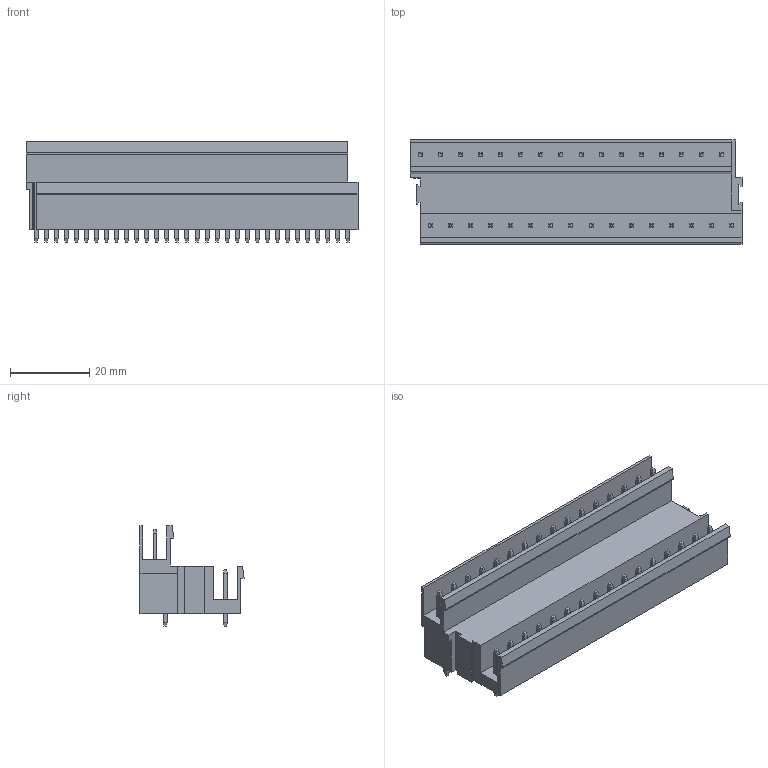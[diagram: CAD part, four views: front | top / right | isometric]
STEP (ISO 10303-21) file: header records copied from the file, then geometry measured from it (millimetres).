
FILE_DESCRIPTION(('CATIA V5 STEP Exchange','CAx-IF Rec.Pracs.--- Model Styling and Organization---1.2---2011-12-15'),'2;1');
FILE_NAME ('D1454966_0_1725790000_1725790000.stp','2018-11-10T04:49:15+00:00',('none'),('Weidmueller'),'CATIA Version 5-6 Release 2014','CATIA V5 STEP AP214','none');
FILE_SCHEMA(('AUTOMOTIVE_DESIGN { 1 0 10303 214 1 1 1 1 }'));
Length unit declared in the file: millimetre
Products named in the file (1): 1725790000
Bounding box: 83.82 x 26.28 x 25.36 mm (x, y, z)
Volume: 23387.6 mm3; surface area: 14993.6 mm2
Topology: 33 solids, 33 shells, 879 faces, 2183 edges, 1370 vertices
Faces by surface type: plane 751, cylinder 128
Entity records: 22564 total; most frequent: ORIENTED_EDGE 4366, CARTESIAN_POINT 4139, DIRECTION 2585, EDGE_CURVE 2183, VECTOR 1671, LINE 1671, VERTEX_POINT 1370, EDGE_LOOP 943
